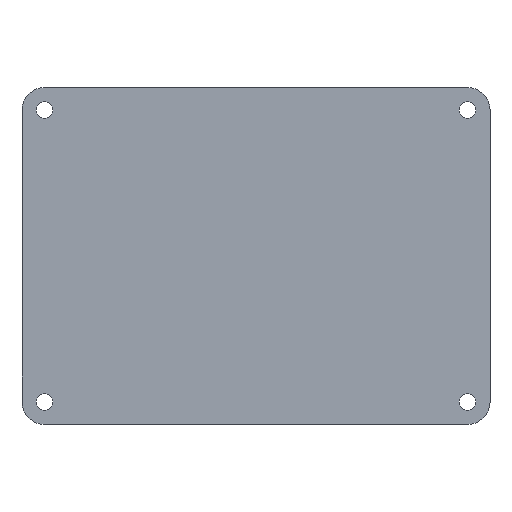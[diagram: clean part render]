
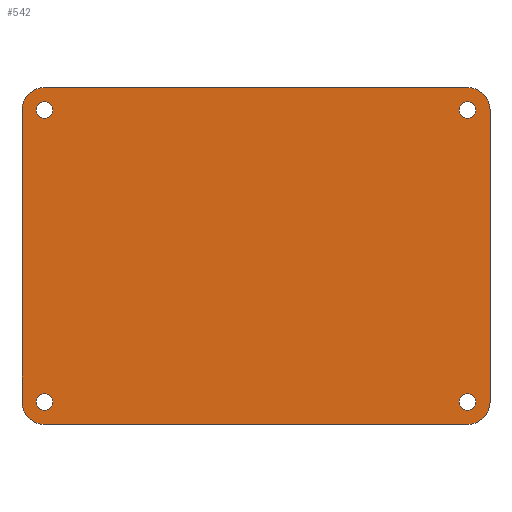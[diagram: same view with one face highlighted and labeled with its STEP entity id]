
A CAD part, top view. The second image highlights one B-rep face of the part: STEP entity #542.
In plain terms, the highlighted planar face has unit normal (0, 0, 1).
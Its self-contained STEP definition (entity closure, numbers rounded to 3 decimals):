
#70=CARTESIAN_POINT('Vertex',(58.75,-39.,4.)) ;
#73=CARTESIAN_POINT('Axis2P3D Location',(56.5,-39.,4.)) ;
#77=CARTESIAN_POINT('Vertex',(54.25,-39.,4.)) ;
#97=CARTESIAN_POINT('Axis2P3D Location',(56.5,-39.,4.)) ;
#127=CARTESIAN_POINT('Vertex',(-58.75,39.,4.)) ;
#130=CARTESIAN_POINT('Axis2P3D Location',(-56.5,39.,4.)) ;
#134=CARTESIAN_POINT('Vertex',(-54.25,39.,4.)) ;
#154=CARTESIAN_POINT('Axis2P3D Location',(-56.5,39.,4.)) ;
#184=CARTESIAN_POINT('Vertex',(58.75,39.,4.)) ;
#187=CARTESIAN_POINT('Axis2P3D Location',(56.5,39.,4.)) ;
#191=CARTESIAN_POINT('Vertex',(54.25,39.,4.)) ;
#211=CARTESIAN_POINT('Axis2P3D Location',(56.5,39.,4.)) ;
#241=CARTESIAN_POINT('Vertex',(-58.75,-39.,4.)) ;
#244=CARTESIAN_POINT('Axis2P3D Location',(-56.5,-39.,4.)) ;
#248=CARTESIAN_POINT('Vertex',(-54.25,-39.,4.)) ;
#268=CARTESIAN_POINT('Axis2P3D Location',(-56.5,-39.,4.)) ;
#285=CARTESIAN_POINT('Axis2P3D Location',(56.5,-39.,4.)) ;
#289=CARTESIAN_POINT('Vertex',(62.5,-39.,4.)) ;
#291=CARTESIAN_POINT('Vertex',(56.5,-45.,4.)) ;
#331=CARTESIAN_POINT('Vertex',(62.5,39.,4.)) ;
#334=CARTESIAN_POINT('Line Origine',(62.5,0.,4.)) ;
#356=CARTESIAN_POINT('Axis2P3D Location',(56.5,39.,4.)) ;
#360=CARTESIAN_POINT('Vertex',(56.5,45.,4.)) ;
#393=CARTESIAN_POINT('Vertex',(-56.5,-45.,4.)) ;
#401=CARTESIAN_POINT('Line Origine',(0.,-45.,4.)) ;
#418=CARTESIAN_POINT('Axis2P3D Location',(-56.5,-39.,4.)) ;
#422=CARTESIAN_POINT('Vertex',(-62.5,-39.,4.)) ;
#449=CARTESIAN_POINT('Line Origine',(0.,45.,4.)) ;
#453=CARTESIAN_POINT('Vertex',(-56.5,45.,4.)) ;
#487=CARTESIAN_POINT('Line Origine',(-62.5,0.,4.)) ;
#491=CARTESIAN_POINT('Vertex',(-62.5,39.,4.)) ;
#506=CARTESIAN_POINT('Axis2P3D Location',(0.,0.,4.)) ;
#511=CARTESIAN_POINT('Axis2P3D Location',(-56.5,39.,4.)) ;
#74=DIRECTION('Axis2P3D Direction',(0.,0.,1.)) ;
#98=DIRECTION('Axis2P3D Direction',(0.,0.,1.)) ;
#131=DIRECTION('Axis2P3D Direction',(0.,0.,1.)) ;
#155=DIRECTION('Axis2P3D Direction',(0.,0.,1.)) ;
#188=DIRECTION('Axis2P3D Direction',(0.,0.,1.)) ;
#212=DIRECTION('Axis2P3D Direction',(0.,0.,1.)) ;
#245=DIRECTION('Axis2P3D Direction',(0.,0.,1.)) ;
#269=DIRECTION('Axis2P3D Direction',(0.,0.,1.)) ;
#286=DIRECTION('Axis2P3D Direction',(0.,0.,1.)) ;
#335=DIRECTION('Vector Direction',(0.,-1.,0.)) ;
#357=DIRECTION('Axis2P3D Direction',(0.,-0.,1.)) ;
#402=DIRECTION('Vector Direction',(-1.,0.,0.)) ;
#419=DIRECTION('Axis2P3D Direction',(0.,0.,1.)) ;
#450=DIRECTION('Vector Direction',(-1.,0.,0.)) ;
#488=DIRECTION('Vector Direction',(0.,-1.,0.)) ;
#507=DIRECTION('Axis2P3D Direction',(0.,0.,1.)) ;
#508=DIRECTION('Axis2P3D XDirection',(1.,0.,0.)) ;
#512=DIRECTION('Axis2P3D Direction',(0.,0.,1.)) ;
#75=AXIS2_PLACEMENT_3D('Circle Axis2P3D',#73,#74,$) ;
#99=AXIS2_PLACEMENT_3D('Circle Axis2P3D',#97,#98,$) ;
#132=AXIS2_PLACEMENT_3D('Circle Axis2P3D',#130,#131,$) ;
#156=AXIS2_PLACEMENT_3D('Circle Axis2P3D',#154,#155,$) ;
#189=AXIS2_PLACEMENT_3D('Circle Axis2P3D',#187,#188,$) ;
#213=AXIS2_PLACEMENT_3D('Circle Axis2P3D',#211,#212,$) ;
#246=AXIS2_PLACEMENT_3D('Circle Axis2P3D',#244,#245,$) ;
#270=AXIS2_PLACEMENT_3D('Circle Axis2P3D',#268,#269,$) ;
#287=AXIS2_PLACEMENT_3D('Circle Axis2P3D',#285,#286,$) ;
#358=AXIS2_PLACEMENT_3D('Circle Axis2P3D',#356,#357,$) ;
#420=AXIS2_PLACEMENT_3D('Circle Axis2P3D',#418,#419,$) ;
#509=AXIS2_PLACEMENT_3D('Plane Axis2P3D',#506,#507,#508) ;
#513=AXIS2_PLACEMENT_3D('Circle Axis2P3D',#511,#512,$) ;
#517=ORIENTED_EDGE('',*,*,#493,.T.) ;
#518=ORIENTED_EDGE('',*,*,#424,.F.) ;
#519=ORIENTED_EDGE('',*,*,#405,.T.) ;
#520=ORIENTED_EDGE('',*,*,#293,.F.) ;
#521=ORIENTED_EDGE('',*,*,#338,.T.) ;
#522=ORIENTED_EDGE('',*,*,#362,.F.) ;
#523=ORIENTED_EDGE('',*,*,#455,.T.) ;
#524=ORIENTED_EDGE('',*,*,#515,.F.) ;
#527=ORIENTED_EDGE('',*,*,#101,.F.) ;
#528=ORIENTED_EDGE('',*,*,#79,.F.) ;
#531=ORIENTED_EDGE('',*,*,#272,.F.) ;
#532=ORIENTED_EDGE('',*,*,#250,.F.) ;
#535=ORIENTED_EDGE('',*,*,#215,.F.) ;
#536=ORIENTED_EDGE('',*,*,#193,.F.) ;
#539=ORIENTED_EDGE('',*,*,#158,.F.) ;
#540=ORIENTED_EDGE('',*,*,#136,.F.) ;
#529=FACE_BOUND('',#526,.T.) ;
#533=FACE_BOUND('',#530,.T.) ;
#537=FACE_BOUND('',#534,.T.) ;
#541=FACE_BOUND('',#538,.T.) ;
#336=VECTOR('Line Direction',#335,1.) ;
#403=VECTOR('Line Direction',#402,1.) ;
#451=VECTOR('Line Direction',#450,1.) ;
#489=VECTOR('Line Direction',#488,1.) ;
#542=ADVANCED_FACE('\X2\96F64EF651E04F554F53\X0\',(#525,#529,#533,#537,#541),#510,.T.) ;
#76=CIRCLE('generated circle',#75,2.25) ;
#100=CIRCLE('generated circle',#99,2.25) ;
#133=CIRCLE('generated circle',#132,2.25) ;
#157=CIRCLE('generated circle',#156,2.25) ;
#190=CIRCLE('generated circle',#189,2.25) ;
#214=CIRCLE('generated circle',#213,2.25) ;
#247=CIRCLE('generated circle',#246,2.25) ;
#271=CIRCLE('generated circle',#270,2.25) ;
#288=CIRCLE('generated circle',#287,6.) ;
#359=CIRCLE('generated circle',#358,6.) ;
#421=CIRCLE('generated circle',#420,6.) ;
#514=CIRCLE('generated circle',#513,6.) ;
#79=EDGE_CURVE('',#71,#78,#76,.T.) ;
#101=EDGE_CURVE('',#78,#71,#100,.T.) ;
#136=EDGE_CURVE('',#128,#135,#133,.T.) ;
#158=EDGE_CURVE('',#135,#128,#157,.T.) ;
#193=EDGE_CURVE('',#185,#192,#190,.T.) ;
#215=EDGE_CURVE('',#192,#185,#214,.T.) ;
#250=EDGE_CURVE('',#242,#249,#247,.T.) ;
#272=EDGE_CURVE('',#249,#242,#271,.T.) ;
#293=EDGE_CURVE('',#290,#292,#288,.F.) ;
#338=EDGE_CURVE('',#290,#332,#337,.F.) ;
#362=EDGE_CURVE('',#361,#332,#359,.F.) ;
#405=EDGE_CURVE('',#394,#292,#404,.F.) ;
#424=EDGE_CURVE('',#394,#423,#421,.F.) ;
#455=EDGE_CURVE('',#361,#454,#452,.T.) ;
#493=EDGE_CURVE('',#492,#423,#490,.T.) ;
#515=EDGE_CURVE('',#492,#454,#514,.F.) ;
#516=EDGE_LOOP('',(#517,#518,#519,#520,#521,#522,#523,#524)) ;
#526=EDGE_LOOP('',(#527,#528)) ;
#530=EDGE_LOOP('',(#531,#532)) ;
#534=EDGE_LOOP('',(#535,#536)) ;
#538=EDGE_LOOP('',(#539,#540)) ;
#525=FACE_OUTER_BOUND('',#516,.T.) ;
#337=LINE('Line',#334,#336) ;
#404=LINE('Line',#401,#403) ;
#452=LINE('Line',#449,#451) ;
#490=LINE('Line',#487,#489) ;
#510=PLANE('Plane',#509) ;
#71=VERTEX_POINT('',#70) ;
#78=VERTEX_POINT('',#77) ;
#128=VERTEX_POINT('',#127) ;
#135=VERTEX_POINT('',#134) ;
#185=VERTEX_POINT('',#184) ;
#192=VERTEX_POINT('',#191) ;
#242=VERTEX_POINT('',#241) ;
#249=VERTEX_POINT('',#248) ;
#290=VERTEX_POINT('',#289) ;
#292=VERTEX_POINT('',#291) ;
#332=VERTEX_POINT('',#331) ;
#361=VERTEX_POINT('',#360) ;
#394=VERTEX_POINT('',#393) ;
#423=VERTEX_POINT('',#422) ;
#454=VERTEX_POINT('',#453) ;
#492=VERTEX_POINT('',#491) ;
